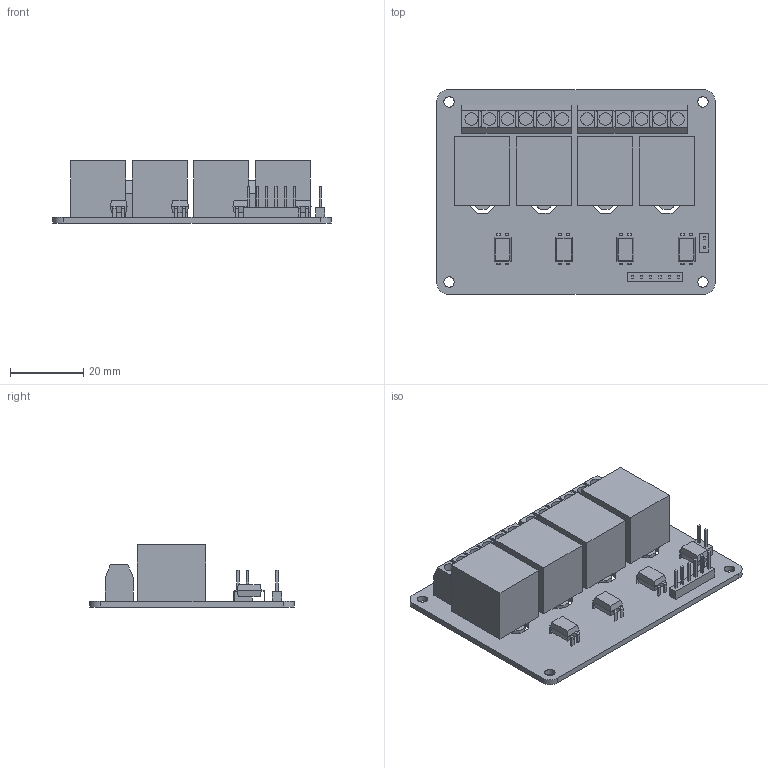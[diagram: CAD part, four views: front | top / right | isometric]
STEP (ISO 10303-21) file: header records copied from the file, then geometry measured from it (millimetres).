
FILE_DESCRIPTION (( 'STEP AP214' ), '1' );
FILE_NAME ('User Library-RelaisBoard4.STEP', '2020-04-21T08:29:31', ( '' ), ( '' ), 'SwSTEP 2.0', 'SolidWorks 2019', '' );
FILE_SCHEMA (( 'AUTOMOTIVE_DESIGN' ));
Length unit declared in the file: millimetre
Products named in the file (1): User Library-RelaisBoard4
Bounding box: 76.16 x 56 x 17.06 mm (x, y, z)
Volume: 27804 mm3; surface area: 16955.6 mm2
Topology: 5 solids, 5 shells, 528 faces, 1300 edges, 856 vertices
Faces by surface type: plane 436, cylinder 92
Entity records: 21236 total; most frequent: CARTESIAN_POINT 2685, ORIENTED_EDGE 2600, DIRECTION 2542, EDGE_CURVE 1300, VECTOR 1116, LINE 1116, VERTEX_POINT 856, AXIS2_PLACEMENT_3D 713
